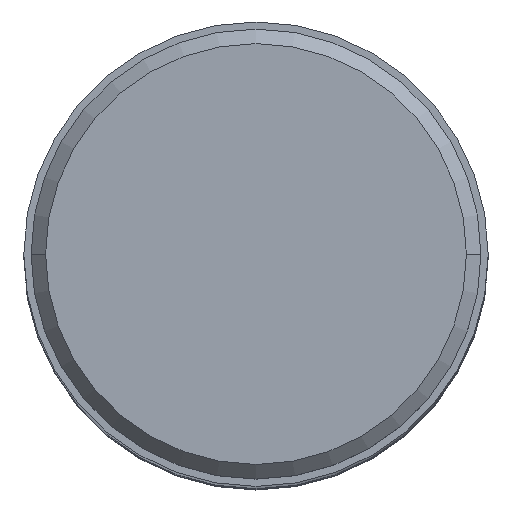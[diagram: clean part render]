
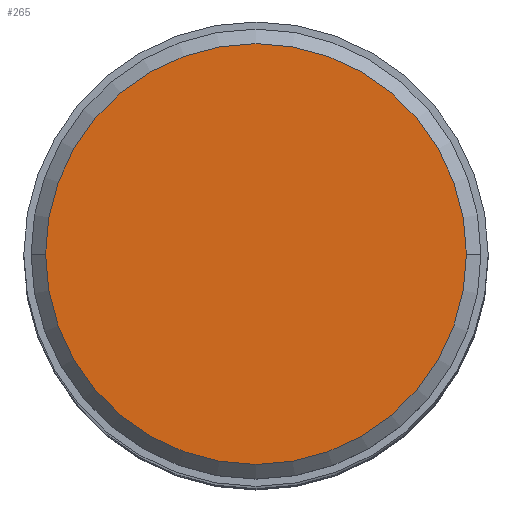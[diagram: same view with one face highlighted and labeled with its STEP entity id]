
A CAD part, top view. The second image highlights one B-rep face of the part: STEP entity #265.
In plain terms, the highlighted planar face has unit normal (0, 0, 1).
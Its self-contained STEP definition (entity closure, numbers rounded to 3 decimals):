
#38=PLANE('',#1828);
#265=ADVANCED_FACE('',(#377),#38,.F.);
#377=FACE_OUTER_BOUND('',#477,.T.);
#477=EDGE_LOOP('',(#848,#849));
#848=ORIENTED_EDGE('',*,*,#1160,.T.);
#849=ORIENTED_EDGE('',*,*,#1159,.T.);
#968=VERTEX_POINT('',#3587);
#969=VERTEX_POINT('',#3589);
#1159=EDGE_CURVE('',#968,#969,#1397,.T.);
#1160=EDGE_CURVE('',#969,#968,#1398,.T.);
#1397=CIRCLE('',#1825,14.5);
#1398=CIRCLE('',#1827,14.5);
#1825=AXIS2_PLACEMENT_3D('',#3590,#2253,#2254);
#1827=AXIS2_PLACEMENT_3D('',#3592,#2257,#2258);
#1828=AXIS2_PLACEMENT_3D('',#3593,#2259,#2260);
#2253=DIRECTION('',(0.,0.,1.));
#2254=DIRECTION('',(-1.,0.,0.));
#2257=DIRECTION('',(0.,0.,1.));
#2258=DIRECTION('',(1.,0.,0.));
#2259=DIRECTION('',(0.,0.,-1.));
#2260=DIRECTION('',(-1.,0.,0.));
#3587=CARTESIAN_POINT('',(-14.5,0.,0.));
#3589=CARTESIAN_POINT('',(14.5,0.,0.));
#3590=CARTESIAN_POINT('',(0.,0.,0.));
#3592=CARTESIAN_POINT('',(0.,0.,0.));
#3593=CARTESIAN_POINT('',(0.,0.,0.));
